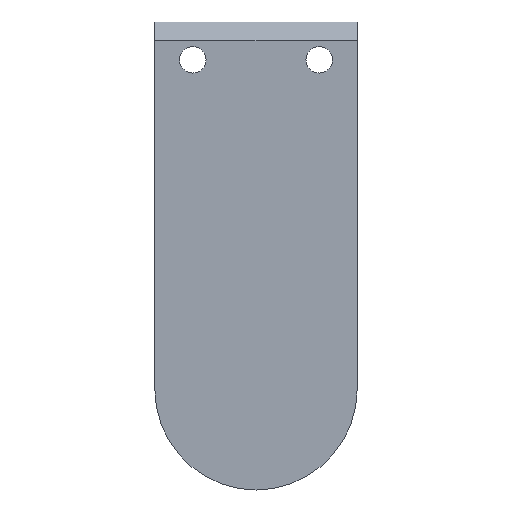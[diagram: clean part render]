
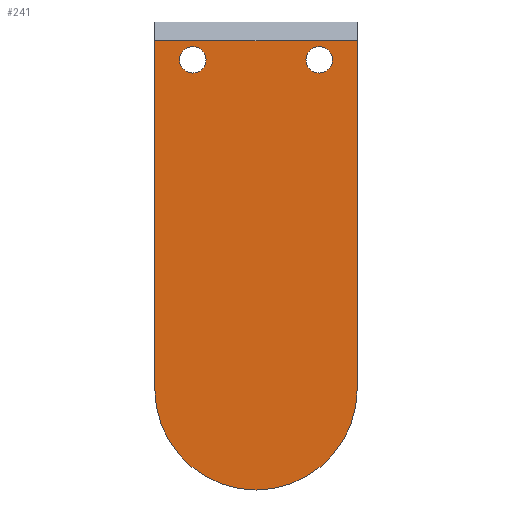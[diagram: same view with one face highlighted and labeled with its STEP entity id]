
A CAD part, left-side view. The second image highlights one B-rep face of the part: STEP entity #241.
In plain terms, the highlighted planar face has unit normal (-1, 0, 0).
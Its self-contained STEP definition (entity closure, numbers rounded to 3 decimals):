
#20=FACE_BOUND('',#51,.T.);
#21=FACE_BOUND('',#52,.T.);
#25=CIRCLE('',#270,8.);
#26=CIRCLE('',#271,1.05);
#27=CIRCLE('',#272,1.05);
#36=FACE_OUTER_BOUND('',#50,.T.);
#50=EDGE_LOOP('',(#177,#178,#179,#180));
#51=EDGE_LOOP('',(#181));
#52=EDGE_LOOP('',(#182));
#68=LINE('',#367,#91);
#71=LINE('',#373,#94);
#77=LINE('',#385,#100);
#91=VECTOR('',#295,10.);
#94=VECTOR('',#300,10.);
#100=VECTOR('',#308,10.);
#114=VERTEX_POINT('',#364);
#115=VERTEX_POINT('',#366);
#117=VERTEX_POINT('',#372);
#122=VERTEX_POINT('',#384);
#123=VERTEX_POINT('',#387);
#124=VERTEX_POINT('',#389);
#135=EDGE_CURVE('',#114,#115,#68,.T.);
#138=EDGE_CURVE('',#115,#117,#71,.T.);
#144=EDGE_CURVE('',#114,#122,#77,.T.);
#145=EDGE_CURVE('',#117,#122,#25,.T.);
#146=EDGE_CURVE('',#123,#123,#26,.T.);
#147=EDGE_CURVE('',#124,#124,#27,.T.);
#177=ORIENTED_EDGE('',*,*,#135,.F.);
#178=ORIENTED_EDGE('',*,*,#144,.T.);
#179=ORIENTED_EDGE('',*,*,#145,.F.);
#180=ORIENTED_EDGE('',*,*,#138,.F.);
#181=ORIENTED_EDGE('',*,*,#146,.T.);
#182=ORIENTED_EDGE('',*,*,#147,.T.);
#232=PLANE('',#269);
#241=ADVANCED_FACE('',(#36,#20,#21),#232,.T.);
#269=AXIS2_PLACEMENT_3D('',#383,#306,#307);
#270=AXIS2_PLACEMENT_3D('',#386,#309,#310);
#271=AXIS2_PLACEMENT_3D('',#388,#311,#312);
#272=AXIS2_PLACEMENT_3D('',#390,#313,#314);
#295=DIRECTION('',(0.,-1.,0.));
#300=DIRECTION('',(0.,0.,-1.));
#306=DIRECTION('center_axis',(-1.,0.,0.));
#307=DIRECTION('ref_axis',(0.,0.,1.));
#308=DIRECTION('',(0.,0.,-1.));
#309=DIRECTION('center_axis',(1.,0.,0.));
#310=DIRECTION('ref_axis',(0.,0.,-1.));
#311=DIRECTION('center_axis',(1.,0.,0.));
#312=DIRECTION('ref_axis',(0.,-1.,0.));
#313=DIRECTION('center_axis',(1.,0.,0.));
#314=DIRECTION('ref_axis',(0.,-1.,0.));
#364=CARTESIAN_POINT('',(-19.5,16.,14.689));
#366=CARTESIAN_POINT('',(-19.5,0.,14.689));
#367=CARTESIAN_POINT('',(-19.5,4.,14.689));
#372=CARTESIAN_POINT('',(-19.5,0.,-12.811));
#373=CARTESIAN_POINT('',(-19.5,0.,9.189));
#383=CARTESIAN_POINT('Origin',(-19.5,8.,12.689));
#384=CARTESIAN_POINT('',(-19.5,16.,-12.811));
#385=CARTESIAN_POINT('',(-19.5,16.,16.189));
#386=CARTESIAN_POINT('Origin',(-19.5,8.,-12.811));
#387=CARTESIAN_POINT('',(-19.5,14.05,13.202));
#388=CARTESIAN_POINT('Origin',(-19.5,13.,13.202));
#389=CARTESIAN_POINT('',(-19.5,4.05,13.202));
#390=CARTESIAN_POINT('Origin',(-19.5,3.,13.202));
